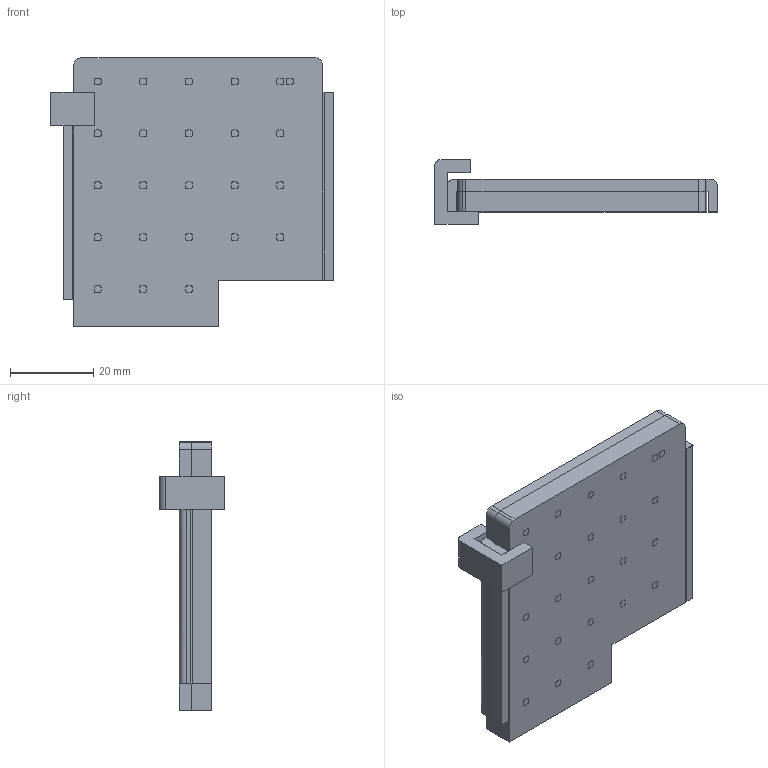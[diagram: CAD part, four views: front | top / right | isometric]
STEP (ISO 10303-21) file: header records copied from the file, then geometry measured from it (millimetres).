
FILE_DESCRIPTION(/* description */ (''),/* implementation_level */ '2;1');
FILE_NAME(/* name */ 'rig v5.step',/* time_stamp */ '2020-10-01T20:22:41-04:00',/* author */ (''),/* organization */ (''),/* preprocessor_version */ 'ST-DEVELOPER v18.1',/* originating_system */ 'Autodesk Translation Framework v9.3.0.1241',/* authorisation */ '');
FILE_SCHEMA (('AUTOMOTIVE_DESIGN { 1 0 10303 214 3 1 1 }'));
Length unit declared in the file: millimetre
Products named in the file (1): rig
Bounding box: 68 x 15.6 x 64.76 mm (x, y, z)
Volume: 30339.4 mm3; surface area: 19074.7 mm2
Topology: 3 solids, 3 shells, 487 faces, 1490 edges, 1057 vertices
Faces by surface type: plane 285, cylinder 200, bspline 2
Entity records: 17321 total; most frequent: CARTESIAN_POINT 3199, ORIENTED_EDGE 2980, DIRECTION 2952, EDGE_CURVE 1490, VERTEX_POINT 1057, LINE 990, VECTOR 990, AXIS2_PLACEMENT_3D 981
